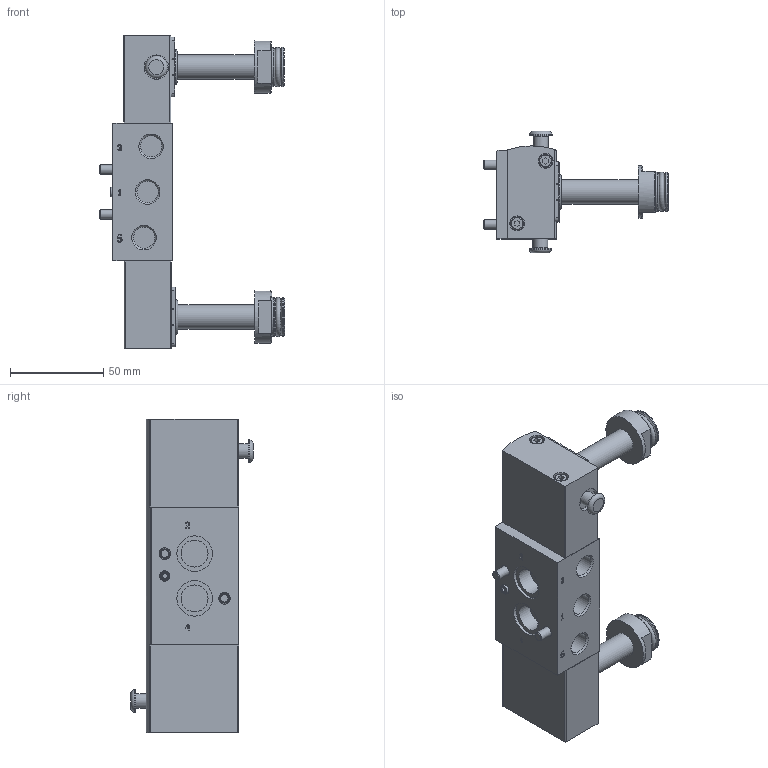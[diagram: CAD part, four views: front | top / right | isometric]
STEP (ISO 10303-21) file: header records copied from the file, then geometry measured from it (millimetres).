
FILE_DESCRIPTION(/* description */ ('STEP AP214'),/* implementation_level */ '2;1');
FILE_NAME(/* name */ '8116394_VSNC-F-P53U-MH-G14-F19A',/* time_stamp */ '2024-09-17T05:22:22+02:00',/* author */ ('License CC BY-ND 4.0'),/* organization */ ('CADENAS'),/* preprocessor_version */ 'ST-DEVELOPER v19.3',/* originating_system */ 'PARTsolutions',/* authorisation */ ' ');
FILE_SCHEMA (('AUTOMOTIVE_DESIGN {1 0 10303 214 3 1 1}'));
Length unit declared in the file: millimetre
Products named in the file (4): 8116394 VSNC-F-P53U-MH-G14-F19A; 8026033 VSNC-F-P53U-MH-G14-F19A---(geh); DIN-913 - M5x10; DIN-912 - M5x33.5(F)
Assembly tree (4 placements, depth 2):
  8116394 VSNC-F-P53U-MH-G14-F19A
    8026033 VSNC-F-P53U-MH-G14-F19A---(geh)
    DIN-913 - M5x10
    DIN-912 - M5x33.5(F)  x2
Bounding box: 99.35 x 65.5 x 168 mm (x, y, z)
Volume: 253325.2 mm3; surface area: 44889.5 mm2
Topology: 4 solids, 4 shells, 432 faces, 985 edges, 623 vertices
Faces by surface type: plane 264, cylinder 92, cone 54, torus 22
Full cylindrical faces by diameter (mm): 5 x3, 5.5 x2, 7 x4, 7.9 x2, 8 x4, 8.3 x8, 8.5 x2, 10 x2, 11.445 x3, 12 x2, 13 x3, 14.4 x2, 19 x2, 21 x4, 28 x2
Entity records: 13526 total; most frequent: CARTESIAN_POINT 1918, DIRECTION 1897, ORIENTED_EDGE 1676, EDGE_CURVE 838, AXIS2_PLACEMENT_3D 671, VERTEX_POINT 594, FACE_BOUND 562, EDGE_LOOP 561
